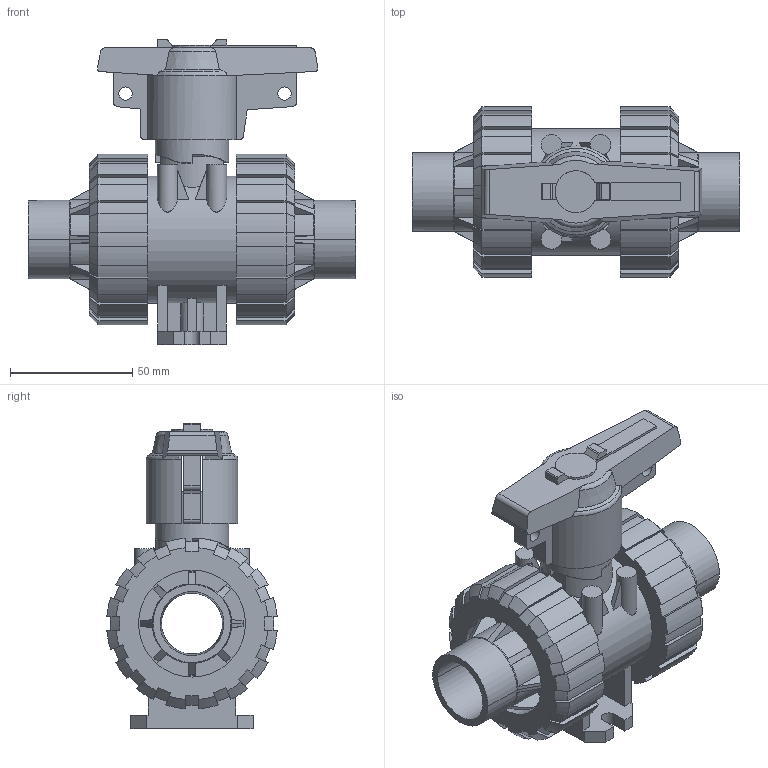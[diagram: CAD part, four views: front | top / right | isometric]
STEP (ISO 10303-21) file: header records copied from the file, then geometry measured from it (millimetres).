
FILE_DESCRIPTION((''),'2;1');
FILE_NAME('PV10053G032.stp','2022-02-16T14:00:26',('RL'),(''),'Autodesk Inventor 2012','Autodesk Inventor 2012','');
FILE_SCHEMA(('AUTOMOTIVE_DESIGN { 1 0 10303 214 1 1 1 1 }'));
Length unit declared in the file: millimetre
Products named in the file (1): PV10053G032
Bounding box: 134 x 69.78 x 124.93 mm (x, y, z)
Volume: 294284.9 mm3; surface area: 91261.7 mm2
Topology: 6 solids, 6 shells, 493 faces, 1416 edges, 942 vertices
Faces by surface type: plane 250, cylinder 105, cone 92, bspline 40, torus 6
Full cylindrical faces by diameter (mm): 5.5 x2, 8.4 x4, 25 x1, 30 x1, 43.8 x2, 52 x3
Entity records: 17354 total; most frequent: CARTESIAN_POINT 4993, ORIENTED_EDGE 2788, DIRECTION 2334, EDGE_CURVE 1394, VERTEX_POINT 934, AXIS2_PLACEMENT_3D 822, VECTOR 690, LINE 690
